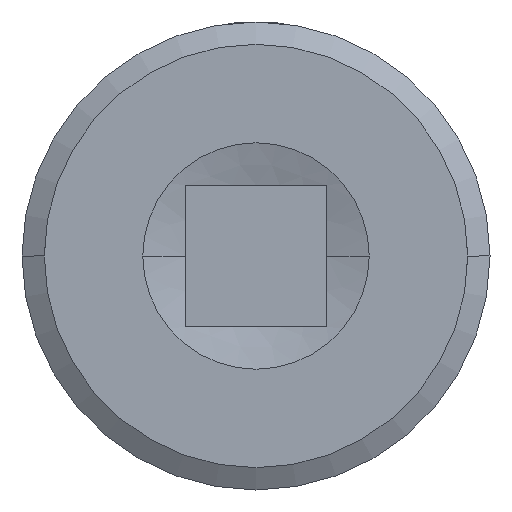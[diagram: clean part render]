
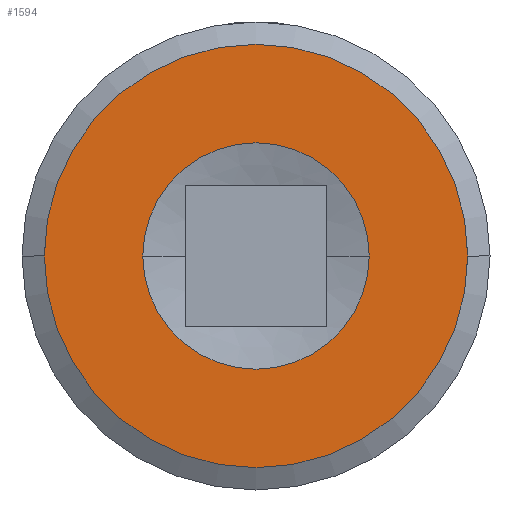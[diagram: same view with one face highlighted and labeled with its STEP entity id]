
A CAD part, front view. The second image highlights one B-rep face of the part: STEP entity #1594.
In plain terms, the highlighted planar face has unit normal (0, -1, 0).
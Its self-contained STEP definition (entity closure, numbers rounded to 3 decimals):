
#7 = CARTESIAN_POINT ( 'NONE',  ( 19., 0., 0. ) ) ;
#195 = EDGE_CURVE ( 'NONE', #1689, #606, #556, .T. ) ;
#279 = EDGE_LOOP ( 'NONE', ( #1087, #1093 ) ) ;
#285 = DIRECTION ( 'NONE',  ( 1., 0., 0. ) ) ;
#300 = CARTESIAN_POINT ( 'NONE',  ( -19., 0., 0. ) ) ;
#340 = VERTEX_POINT ( 'NONE', #365 ) ;
#359 = DIRECTION ( 'NONE',  ( 0., -1., 0. ) ) ;
#365 = CARTESIAN_POINT ( 'NONE',  ( 10.16, 0., 0. ) ) ;
#367 = AXIS2_PLACEMENT_3D ( 'NONE', #1333, #676, #381 ) ;
#381 = DIRECTION ( 'NONE',  ( 1., 0., 0. ) ) ;
#422 = CIRCLE ( 'NONE', #940, 19. ) ;
#425 = EDGE_CURVE ( 'NONE', #340, #1281, #794, .T. ) ;
#440 = AXIS2_PLACEMENT_3D ( 'NONE', #637, #1693, #1025 ) ;
#458 = ORIENTED_EDGE ( 'NONE', *, *, #195, .T. ) ;
#555 = AXIS2_PLACEMENT_3D ( 'NONE', #761, #359, #910 ) ;
#556 = CIRCLE ( 'NONE', #592, 19. ) ;
#592 = AXIS2_PLACEMENT_3D ( 'NONE', #1349, #1619, #285 ) ;
#606 = VERTEX_POINT ( 'NONE', #300 ) ;
#637 = CARTESIAN_POINT ( 'NONE',  ( 0., 0., 0. ) ) ;
#676 = DIRECTION ( 'NONE',  ( 0., -1., 0. ) ) ;
#689 = CARTESIAN_POINT ( 'NONE',  ( -10.16, 0., 0. ) ) ;
#761 = CARTESIAN_POINT ( 'NONE',  ( 10.16, 0., 0. ) ) ;
#791 = DIRECTION ( 'NONE',  ( 1., 0., 0. ) ) ;
#794 = CIRCLE ( 'NONE', #440, 10.16 ) ;
#863 = ORIENTED_EDGE ( 'NONE', *, *, #1173, .T. ) ;
#910 = DIRECTION ( 'NONE',  ( 1., 0., 0. ) ) ;
#913 = DIRECTION ( 'NONE',  ( 0., -1., 0. ) ) ;
#935 = EDGE_CURVE ( 'NONE', #1281, #340, #1109, .T. ) ;
#940 = AXIS2_PLACEMENT_3D ( 'NONE', #1062, #913, #791 ) ;
#1025 = DIRECTION ( 'NONE',  ( 1., 0., 0. ) ) ;
#1062 = CARTESIAN_POINT ( 'NONE',  ( 0., 0., 0. ) ) ;
#1087 = ORIENTED_EDGE ( 'NONE', *, *, #425, .F. ) ;
#1093 = ORIENTED_EDGE ( 'NONE', *, *, #935, .F. ) ;
#1109 = CIRCLE ( 'NONE', #367, 10.16 ) ;
#1173 = EDGE_CURVE ( 'NONE', #606, #1689, #422, .T. ) ;
#1184 = FACE_BOUND ( 'NONE', #279, .T. ) ;
#1281 = VERTEX_POINT ( 'NONE', #689 ) ;
#1333 = CARTESIAN_POINT ( 'NONE',  ( 0., 0., 0. ) ) ;
#1349 = CARTESIAN_POINT ( 'NONE',  ( 0., 0., 0. ) ) ;
#1434 = FACE_OUTER_BOUND ( 'NONE', #1477, .T. ) ;
#1477 = EDGE_LOOP ( 'NONE', ( #458, #863 ) ) ;
#1541 = PLANE ( 'NONE',  #555 ) ;
#1594 = ADVANCED_FACE ( 'NONE', ( #1434, #1184 ), #1541, .T. ) ;
#1619 = DIRECTION ( 'NONE',  ( 0., -1., 0. ) ) ;
#1689 = VERTEX_POINT ( 'NONE', #7 ) ;
#1693 = DIRECTION ( 'NONE',  ( 0., -1., 0. ) ) ;
